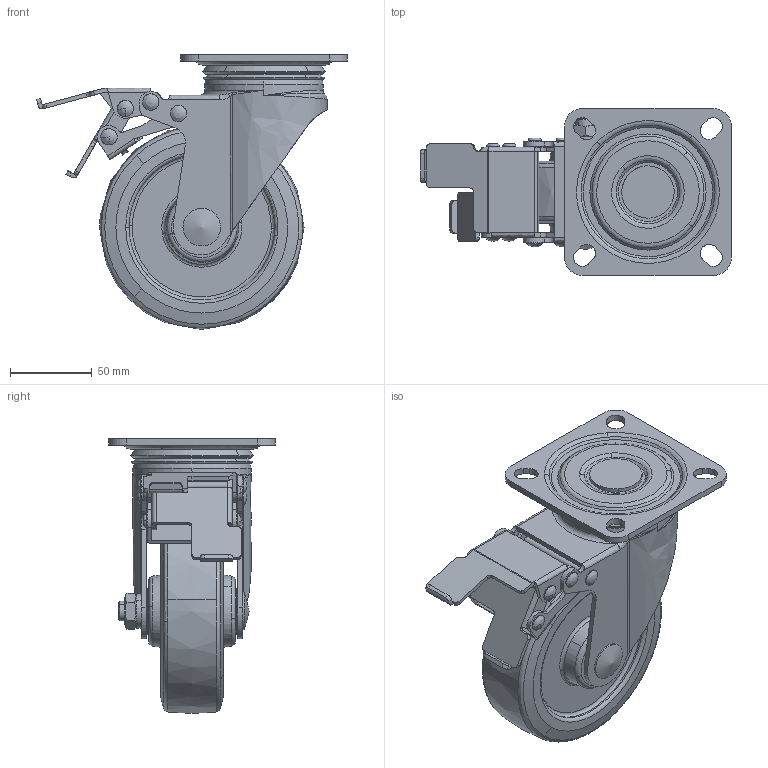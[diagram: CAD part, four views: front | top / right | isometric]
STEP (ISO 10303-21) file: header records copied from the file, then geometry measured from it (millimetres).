
FILE_DESCRIPTION((''),'2;1');
FILE_NAME('','2007-04-25T09:30:17',(''),(''),'','CADfix','');
FILE_SCHEMA(('AUTOMOTIVE_DESIGN'));
Length unit declared in the file: millimetre
Products named in the file (7): wheel; mounting plate; main shaft; lever; body; axle; 315S_UB125_29377_36
Assembly tree (6 placements, depth 2):
  315S_UB125_29377_36
    wheel
    mounting plate
    main shaft
    lever
    body
    axle
Bounding box: 189.97 x 102 x 168 mm (x, y, z)
Volume: 617716.9 mm3; surface area: 146157.8 mm2
Topology: 6 solids, 6 shells, 448 faces, 1578 edges, 1170 vertices
Faces by surface type: bspline 448
Entity records: 27900 total; most frequent: CARTESIAN_POINT 18609, ORIENTED_EDGE 3132, EDGE_CURVE 1566, VERTEX_POINT 1170, B_SPLINE_CURVE_WITH_KNOTS 1091, EDGE_LOOP 526, QUASI_UNIFORM_CURVE 472, FACE_OUTER_BOUND 448
